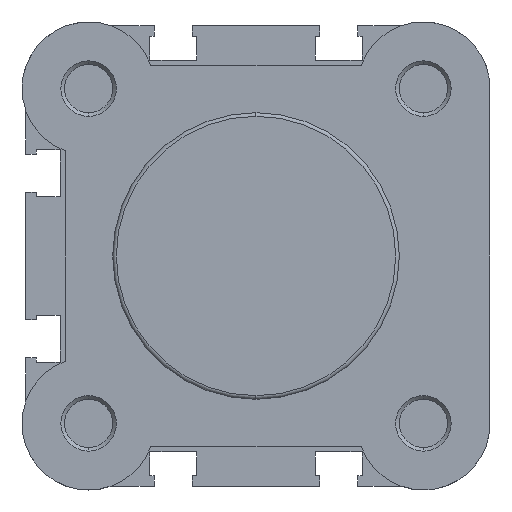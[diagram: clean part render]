
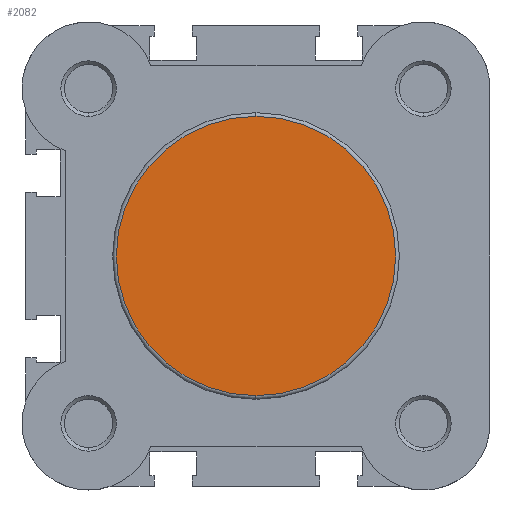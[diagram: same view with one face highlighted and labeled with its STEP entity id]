
A CAD part, left-side view. The second image highlights one B-rep face of the part: STEP entity #2082.
In plain terms, the highlighted planar face has unit normal (-1, 0, 0).
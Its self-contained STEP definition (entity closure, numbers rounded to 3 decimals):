
#118 = CARTESIAN_POINT ( 'NONE',  ( 0., 0., -19.4 ) ) ;
#124 = CARTESIAN_POINT ( 'NONE',  ( 0., 0., 19.4 ) ) ;
#638 = AXIS2_PLACEMENT_3D ( 'NONE', #4647, #4651, #4652 ) ;
#664 = AXIS2_PLACEMENT_3D ( 'NONE', #4835, #4837, #4838 ) ;
#1051 = CIRCLE ( 'NONE', #638, 19.4 ) ;
#1179 = CIRCLE ( 'NONE', #664, 19.4 ) ;
#1725 = CARTESIAN_POINT ( 'NONE',  ( 0., 19.9, 0. ) ) ;
#1767 = PLANE ( 'NONE',  #2750 ) ;
#1823 = DIRECTION ( 'NONE',  ( 0., 0., -1. ) ) ;
#1827 = DIRECTION ( 'NONE',  ( 1., 0., 0. ) ) ;
#2082 = ADVANCED_FACE ( 'NONE', ( #3179 ), #1767, .F. ) ;
#2448 = EDGE_CURVE ( 'NONE', #5772, #5786, #1051, .T. ) ;
#2527 = EDGE_CURVE ( 'NONE', #5786, #5772, #1179, .T. ) ;
#2750 = AXIS2_PLACEMENT_3D ( 'NONE', #1725, #1827, #1823 ) ;
#3179 = FACE_OUTER_BOUND ( 'NONE', #4030, .T. ) ;
#3987 = ORIENTED_EDGE ( 'NONE', *, *, #2448, .T. ) ;
#4030 = EDGE_LOOP ( 'NONE', ( #3987, #6063 ) ) ;
#4647 = CARTESIAN_POINT ( 'NONE',  ( 0., 0., 0. ) ) ;
#4651 = DIRECTION ( 'NONE',  ( -1., 0., 0. ) ) ;
#4652 = DIRECTION ( 'NONE',  ( 0., 0., -1. ) ) ;
#4835 = CARTESIAN_POINT ( 'NONE',  ( 0., 0., 0. ) ) ;
#4837 = DIRECTION ( 'NONE',  ( -1., 0., 0. ) ) ;
#4838 = DIRECTION ( 'NONE',  ( 0., 0., -1. ) ) ;
#5772 = VERTEX_POINT ( 'NONE', #118 ) ;
#5786 = VERTEX_POINT ( 'NONE', #124 ) ;
#6063 = ORIENTED_EDGE ( 'NONE', *, *, #2527, .T. ) ;
